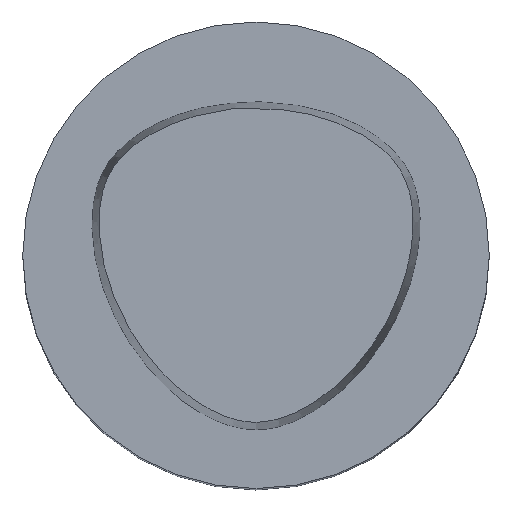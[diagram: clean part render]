
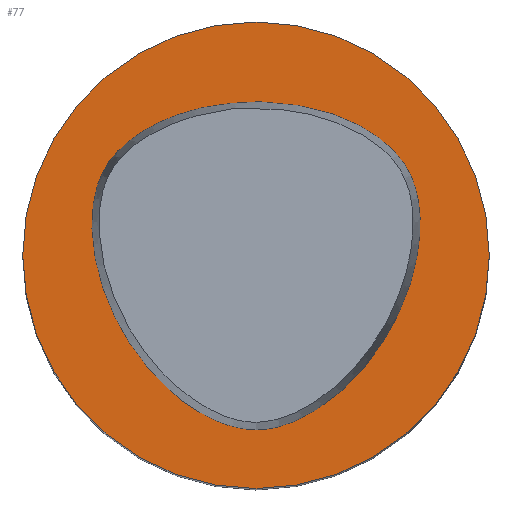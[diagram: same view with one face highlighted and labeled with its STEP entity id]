
A CAD part, top view. The second image highlights one B-rep face of the part: STEP entity #77.
In plain terms, the highlighted planar face has unit normal (0, 0, 1).
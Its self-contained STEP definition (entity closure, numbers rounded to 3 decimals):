
#77=ADVANCED_FACE('',(#86,#87),#88,.T.);
#86=FACE_BOUND('',#484,.T.);
#87=FACE_OUTER_BOUND('',#485,.T.);
#88=PLANE('',#486);
#484=EDGE_LOOP('',(#503));
#485=EDGE_LOOP('',(#504));
#486=AXIS2_PLACEMENT_3D('',#505,#506,#507);
#503=ORIENTED_EDGE('',*,*,#523,.T.);
#504=ORIENTED_EDGE('',*,*,#525,.T.);
#505=CARTESIAN_POINT('',(0.,12.495,0.));
#506=DIRECTION('',(0.,0.,1.0));
#507=DIRECTION('',(0.,1.0,0.));
#523=EDGE_CURVE('',#530,#530,#531,.T.);
#525=EDGE_CURVE('',#533,#533,#534,.T.);
#530=VERTEX_POINT('',#589);
#531=B_SPLINE_CURVE_WITH_KNOTS('',3,(#590,#591,#592,#593,#594,#595,#596,#597,#598,#599,#600,#601,#602,#603,#604,#605,#606,#607,#608,#609,#610,#611,#612,#613,#614,#615,#616,#617,#618,#619,#620,#621,#622,#623,#624,#625,#626,#627,#628,#629,#630,#631,#632,#633,#634,#635,#636,#637,#638,#639,#640,#641,#642,#643,#644,#645,#646,#647,#648,#649,#650,#651,#652,#653,#654,#655,#656,#657,#658,#659,#660,#661,#662,#663,#664,#665,#666,#667,#668,#669,#670,#671,#672,#673,#674,#675,#676,#677,#678,#679,#680,#681,#682,#683,#684,#685),.UNSPECIFIED.,.T.,.F.,(4,2,2,2,2,2,2,2,2,2,2,2,2,2,2,2,2,2,2,2,2,2,2,2,2,2,2,2,2,2,2,2,2,2,2,2,2,2,2,2,2,2,2,2,2,2,2,4),(0.0,0.,0.023,0.046,0.069,0.091,0.112,0.133,0.153,0.173,0.194,0.214,0.236,0.257,0.28,0.302,0.326,0.349,0.372,0.395,0.417,0.438,0.459,0.48,0.5,0.52,0.541,0.562,0.583,0.605,0.628,0.651,0.674,0.698,0.72,0.743,0.764,0.786,0.806,0.827,0.847,0.867,0.888,0.909,0.931,0.954,0.977,1.0),.UNSPECIFIED.);
#533=VERTEX_POINT('',#690);
#534=CIRCLE('',#691,24.99);
#589=CARTESIAN_POINT('',(-0.001,-18.694,0.));
#590=CARTESIAN_POINT('',(-0.001,-18.694,0.));
#591=CARTESIAN_POINT('',(-0.011,-18.694,0.));
#592=CARTESIAN_POINT('',(-0.02,-18.694,0.));
#593=CARTESIAN_POINT('',(-0.871,-18.695,0.));
#594=CARTESIAN_POINT('',(-1.713,-18.556,0.));
#595=CARTESIAN_POINT('',(-3.347,-18.108,0.));
#596=CARTESIAN_POINT('',(-4.138,-17.797,0.0));
#597=CARTESIAN_POINT('',(-5.644,-17.061,0.));
#598=CARTESIAN_POINT('',(-6.361,-16.639,0.));
#599=CARTESIAN_POINT('',(-7.712,-15.718,0.));
#600=CARTESIAN_POINT('',(-8.348,-15.221,0.));
#601=CARTESIAN_POINT('',(-9.549,-14.18,0.0));
#602=CARTESIAN_POINT('',(-10.114,-13.638,0.));
#603=CARTESIAN_POINT('',(-11.179,-12.514,0.));
#604=CARTESIAN_POINT('',(-11.678,-11.934,0.0));
#605=CARTESIAN_POINT('',(-12.616,-10.742,0.));
#606=CARTESIAN_POINT('',(-13.055,-10.13,0.0));
#607=CARTESIAN_POINT('',(-13.877,-8.876,0.));
#608=CARTESIAN_POINT('',(-14.26,-8.233,0.));
#609=CARTESIAN_POINT('',(-14.972,-6.916,0.));
#610=CARTESIAN_POINT('',(-15.3,-6.242,0.0));
#611=CARTESIAN_POINT('',(-15.902,-4.857,0.0));
#612=CARTESIAN_POINT('',(-16.174,-4.147,0.));
#613=CARTESIAN_POINT('',(-16.658,-2.689,0.0));
#614=CARTESIAN_POINT('',(-16.869,-1.941,0.0));
#615=CARTESIAN_POINT('',(-17.218,-0.406,0.0));
#616=CARTESIAN_POINT('',(-17.354,0.381,0.0));
#617=CARTESIAN_POINT('',(-17.542,1.99,0.0));
#618=CARTESIAN_POINT('',(-17.59,2.813,0.0));
#619=CARTESIAN_POINT('',(-17.564,4.476,0.0));
#620=CARTESIAN_POINT('',(-17.486,5.317,0.0));
#621=CARTESIAN_POINT('',(-17.171,6.985,0.0));
#622=CARTESIAN_POINT('',(-16.933,7.811,0.0));
#623=CARTESIAN_POINT('',(-16.223,9.36,0.0));
#624=CARTESIAN_POINT('',(-15.753,10.083,0.0));
#625=CARTESIAN_POINT('',(-14.646,11.379,0.0));
#626=CARTESIAN_POINT('',(-14.011,11.953,0.0));
#627=CARTESIAN_POINT('',(-12.665,12.971,0.0));
#628=CARTESIAN_POINT('',(-11.955,13.418,0.));
#629=CARTESIAN_POINT('',(-10.5,14.197,0.0));
#630=CARTESIAN_POINT('',(-9.758,14.532,0.));
#631=CARTESIAN_POINT('',(-8.263,15.113,0.));
#632=CARTESIAN_POINT('',(-7.511,15.361,0.));
#633=CARTESIAN_POINT('',(-6.005,15.774,0.0));
#634=CARTESIAN_POINT('',(-5.251,15.94,0.));
#635=CARTESIAN_POINT('',(-3.745,16.178,0.));
#636=CARTESIAN_POINT('',(-2.993,16.252,0.));
#637=CARTESIAN_POINT('',(-1.489,16.39,0.));
#638=CARTESIAN_POINT('',(-0.738,16.454,0.));
#639=CARTESIAN_POINT('',(0.759,16.454,0.));
#640=CARTESIAN_POINT('',(1.505,16.392,0.));
#641=CARTESIAN_POINT('',(3.002,16.253,0.));
#642=CARTESIAN_POINT('',(3.753,16.176,0.));
#643=CARTESIAN_POINT('',(5.259,15.935,0.));
#644=CARTESIAN_POINT('',(6.013,15.769,0.));
#645=CARTESIAN_POINT('',(7.522,15.364,0.0));
#646=CARTESIAN_POINT('',(8.275,15.122,0.0));
#647=CARTESIAN_POINT('',(9.771,14.545,0.));
#648=CARTESIAN_POINT('',(10.514,14.208,0.0));
#649=CARTESIAN_POINT('',(11.964,13.421,0.));
#650=CARTESIAN_POINT('',(12.67,12.968,0.));
#651=CARTESIAN_POINT('',(14.011,11.942,0.0));
#652=CARTESIAN_POINT('',(14.644,11.366,0.0));
#653=CARTESIAN_POINT('',(15.747,10.068,0.));
#654=CARTESIAN_POINT('',(16.217,9.345,0.0));
#655=CARTESIAN_POINT('',(16.93,7.799,0.));
#656=CARTESIAN_POINT('',(17.173,6.976,0.0));
#657=CARTESIAN_POINT('',(17.495,5.311,0.0));
#658=CARTESIAN_POINT('',(17.574,4.469,0.0));
#659=CARTESIAN_POINT('',(17.598,2.805,0.0));
#660=CARTESIAN_POINT('',(17.546,1.982,0.0));
#661=CARTESIAN_POINT('',(17.353,0.374,0.0));
#662=CARTESIAN_POINT('',(17.214,-0.413,0.0));
#663=CARTESIAN_POINT('',(16.864,-1.947,0.0));
#664=CARTESIAN_POINT('',(16.655,-2.696,0.0));
#665=CARTESIAN_POINT('',(16.172,-4.154,0.0));
#666=CARTESIAN_POINT('',(15.9,-4.864,0.0));
#667=CARTESIAN_POINT('',(15.298,-6.248,0.0));
#668=CARTESIAN_POINT('',(14.969,-6.923,0.0));
#669=CARTESIAN_POINT('',(14.256,-8.24,0.0));
#670=CARTESIAN_POINT('',(13.873,-8.882,0.0));
#671=CARTESIAN_POINT('',(13.052,-10.136,0.0));
#672=CARTESIAN_POINT('',(12.612,-10.748,0.0));
#673=CARTESIAN_POINT('',(11.674,-11.94,0.0));
#674=CARTESIAN_POINT('',(11.173,-12.519,0.0));
#675=CARTESIAN_POINT('',(10.107,-13.641,0.));
#676=CARTESIAN_POINT('',(9.541,-14.183,0.0));
#677=CARTESIAN_POINT('',(8.337,-15.22,0.));
#678=CARTESIAN_POINT('',(7.7,-15.714,0.0));
#679=CARTESIAN_POINT('',(6.351,-16.64,0.));
#680=CARTESIAN_POINT('',(5.639,-17.071,0.));
#681=CARTESIAN_POINT('',(4.137,-17.815,0.));
#682=CARTESIAN_POINT('',(3.346,-18.127,0.));
#683=CARTESIAN_POINT('',(1.703,-18.565,0.));
#684=CARTESIAN_POINT('',(0.849,-18.69,0.0));
#685=CARTESIAN_POINT('',(-0.001,-18.694,0.));
#690=CARTESIAN_POINT('',(0.,24.99,0.));
#691=AXIS2_PLACEMENT_3D('',#696,#697,#698);
#696=CARTESIAN_POINT('',(0.0,0.0,0.0));
#697=DIRECTION('',(0.,0.,1.0));
#698=DIRECTION('',(0.,1.0,0.));
